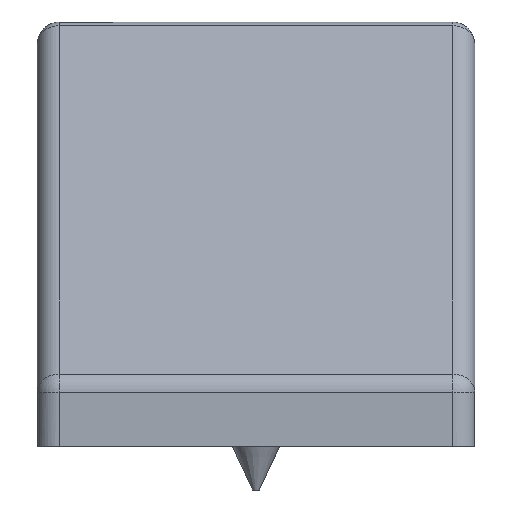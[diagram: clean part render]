
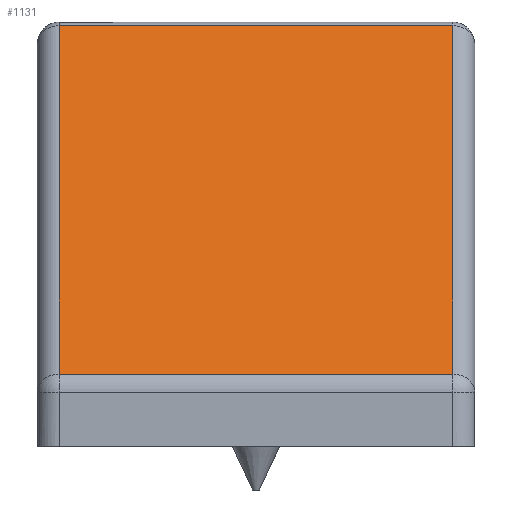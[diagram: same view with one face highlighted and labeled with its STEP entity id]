
A CAD part, front view. The second image highlights one B-rep face of the part: STEP entity #1131.
In plain terms, the highlighted planar face has unit normal (0, -0.559, 0.829).
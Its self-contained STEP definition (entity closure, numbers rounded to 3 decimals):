
#13 = EDGE_CURVE ( 'NONE', #494, #1439, #259, .T. ) ;
#23 = ORIENTED_EDGE ( 'NONE', *, *, #1312, .T. ) ;
#30 = VERTEX_POINT ( 'NONE', #1213 ) ;
#83 = CARTESIAN_POINT ( 'NONE',  ( 10., 15.042, 19.217 ) ) ;
#126 = DIRECTION ( 'NONE',  ( 0., 0.559, -0.829 ) ) ;
#235 = FACE_OUTER_BOUND ( 'NONE', #1468, .T. ) ;
#248 = CARTESIAN_POINT ( 'NONE',  ( -9., 15.042, 19.217 ) ) ;
#259 = LINE ( 'NONE', #412, #1225 ) ;
#311 = CARTESIAN_POINT ( 'NONE',  ( 9., 15.042, 19.217 ) ) ;
#354 = ORIENTED_EDGE ( 'NONE', *, *, #812, .T. ) ;
#412 = CARTESIAN_POINT ( 'NONE',  ( 9., 15.042, 19.217 ) ) ;
#429 = DIRECTION ( 'NONE',  ( -1., 0., 0. ) ) ;
#475 = ORIENTED_EDGE ( 'NONE', *, *, #13, .T. ) ;
#490 = CARTESIAN_POINT ( 'NONE',  ( -9., 15.042, 19.217 ) ) ;
#494 = VERTEX_POINT ( 'NONE', #544 ) ;
#544 = CARTESIAN_POINT ( 'NONE',  ( 9., -8.559, 3.297 ) ) ;
#567 = AXIS2_PLACEMENT_3D ( 'NONE', #813, #126, #1357 ) ;
#812 = EDGE_CURVE ( 'NONE', #1265, #30, #1327, .T. ) ;
#813 = CARTESIAN_POINT ( 'NONE',  ( 10., 15.042, 19.217 ) ) ;
#962 = EDGE_CURVE ( 'NONE', #494, #30, #1669, .T. ) ;
#1019 = CARTESIAN_POINT ( 'NONE',  ( 10., -8.559, 3.297 ) ) ;
#1021 = LINE ( 'NONE', #83, #1044 ) ;
#1044 = VECTOR ( 'NONE', #1277, 1000. ) ;
#1131 = ADVANCED_FACE ( 'NONE', ( #235 ), #1218, .F. ) ;
#1213 = CARTESIAN_POINT ( 'NONE',  ( -9., -8.559, 3.297 ) ) ;
#1218 = PLANE ( 'NONE',  #567 ) ;
#1225 = VECTOR ( 'NONE', #1601, 1000. ) ;
#1265 = VERTEX_POINT ( 'NONE', #490 ) ;
#1277 = DIRECTION ( 'NONE',  ( -1., 0., 0. ) ) ;
#1303 = ORIENTED_EDGE ( 'NONE', *, *, #962, .F. ) ;
#1312 = EDGE_CURVE ( 'NONE', #1439, #1265, #1021, .T. ) ;
#1327 = LINE ( 'NONE', #248, #1716 ) ;
#1357 = DIRECTION ( 'NONE',  ( 0., 0.829, 0.559 ) ) ;
#1439 = VERTEX_POINT ( 'NONE', #311 ) ;
#1468 = EDGE_LOOP ( 'NONE', ( #23, #354, #1303, #475 ) ) ;
#1578 = DIRECTION ( 'NONE',  ( 0., -0.829, -0.559 ) ) ;
#1595 = VECTOR ( 'NONE', #429, 1000. ) ;
#1601 = DIRECTION ( 'NONE',  ( 0., 0.829, 0.559 ) ) ;
#1669 = LINE ( 'NONE', #1019, #1595 ) ;
#1716 = VECTOR ( 'NONE', #1578, 1000. ) ;
